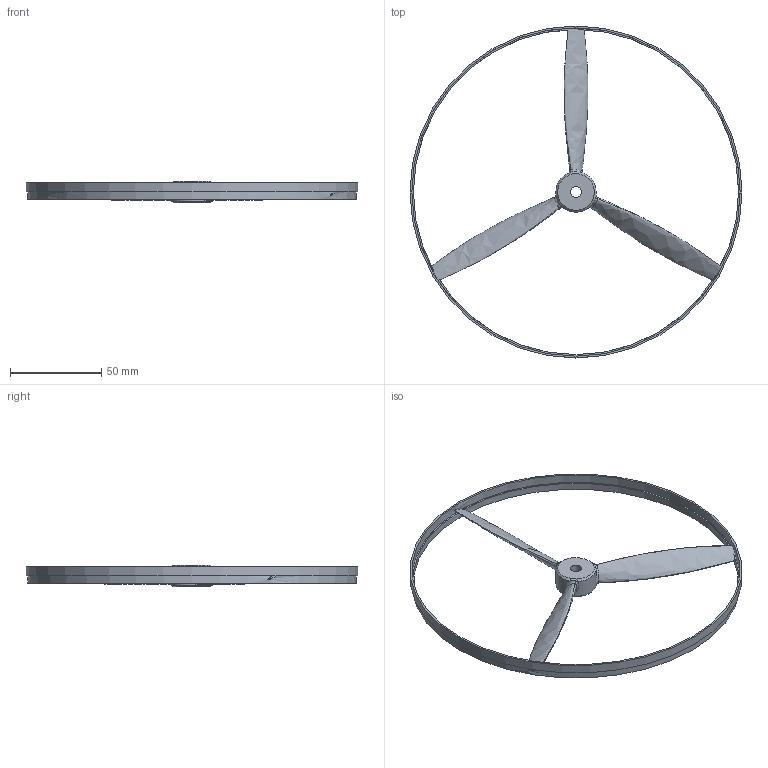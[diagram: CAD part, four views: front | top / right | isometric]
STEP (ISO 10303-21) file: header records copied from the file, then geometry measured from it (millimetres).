
FILE_DESCRIPTION(/* description */ (''),/* implementation_level */ '2;1');
FILE_NAME(/* name */ 'Blade with wheel base v3.step',/* time_stamp */ '2022-10-29T15:53:00+05:30',/* author */ (''),/* organization */ (''),/* preprocessor_version */ 'ST-DEVELOPER v19.2',/* originating_system */ 'Autodesk Translation Framework v11.17.0.187',/* authorisation */ '');
FILE_SCHEMA (('AUTOMOTIVE_DESIGN { 1 0 10303 214 3 1 1 }'));
Length unit declared in the file: millimetre
Products named in the file (1): Blade with wheel base
Bounding box: 181.71 x 181.71 x 12 mm (x, y, z)
Volume: 17473.9 mm3; surface area: 20526.1 mm2
Topology: 1 solids, 1 shells, 58 faces, 150 edges, 91 vertices
Faces by surface type: bspline 33, plane 11, cylinder 8, cone 6
Full cylindrical faces by diameter (mm): 6 x1, 178 x1, 179.714 x1, 180 x1, 181.714 x1
Entity records: 5511 total; most frequent: CARTESIAN_POINT 4312, ORIENTED_EDGE 300, EDGE_CURVE 150, DIRECTION 148, VERTEX_POINT 91, B_SPLINE_CURVE_WITH_KNOTS 89, EDGE_LOOP 63, AXIS2_PLACEMENT_3D 61
